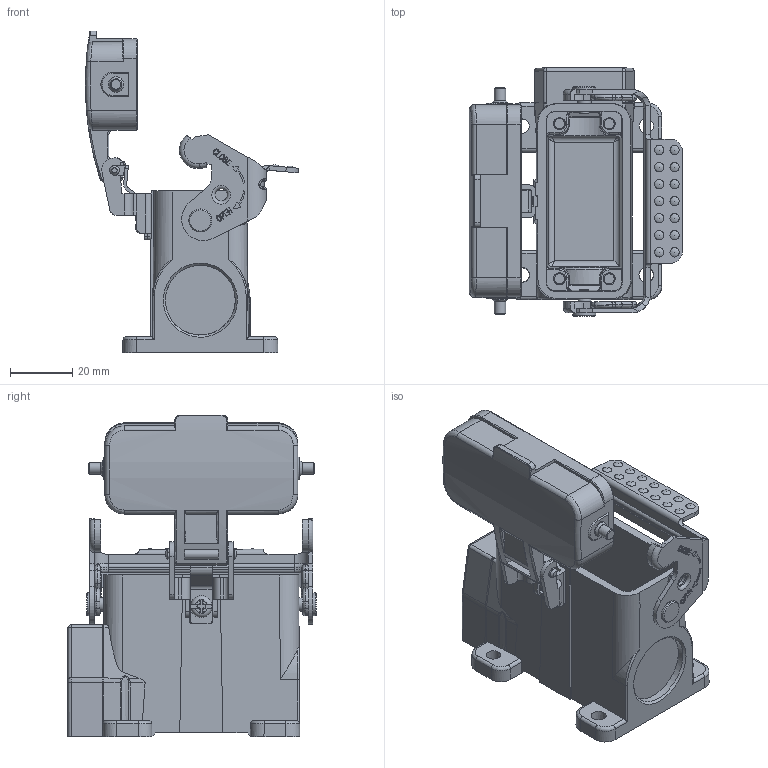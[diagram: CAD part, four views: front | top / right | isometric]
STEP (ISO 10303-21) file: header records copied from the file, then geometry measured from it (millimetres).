
FILE_DESCRIPTION(/* description */ (''),/* implementation_level */ '2;1');
FILE_NAME(/* name */ 'H10A-SF-1L-MCV-XXX.stp',/* time_stamp */ '2022-10-20T17:47:38+08:00',/* author */ (''),/* organization */ (''),/* preprocessor_version */ 'ST-DEVELOPER v16',/* originating_system */ 'SIEMENS PLM Software NX 10.0',/* authorisation */ '');
FILE_SCHEMA (('AP203_CONFIGURATION_CONTROLLED_3D_DESIGN_OF_MECHANICAL_PARTS_AND_ASSEMBLIES_MIM_LF { 1 0 10303 403 2 1 2}'));
Products named in the file (1): Admi62B47F301pex
Bounding box: 68.74 x 80 x 103.75 mm (x, y, z)
Volume: 66245.2 mm3; surface area: 41748.3 mm2
Topology: 1 solids, 2 shells, 1246 faces, 3279 edges, 2065 vertices
Faces by surface type: plane 487, cylinder 427, torus 146, bspline 128, cone 34, extrusion 20, sphere 4
Full cylindrical faces by diameter (mm): 2.2 x18, 3 x2, 3.1 x3, 3.3 x4, 3.7 x2, 4 x2, 4.4 x2, 4.6 x2, 5 x4, 7 x3, 7.4 x2, 20 x1, 22.5 x2
Entity records: 49345 total; most frequent: CARTESIAN_POINT 20264, ORIENTED_EDGE 6202, DIRECTION 5682, EDGE_CURVE 3101, AXIS2_PLACEMENT_3D 2089, VERTEX_POINT 2015, VECTOR 1504, LINE 1484
